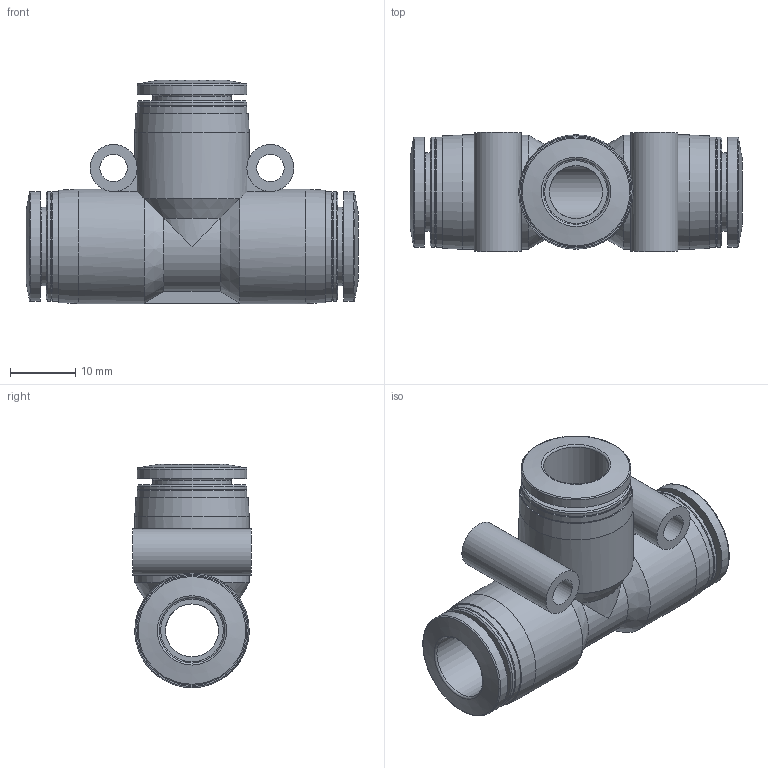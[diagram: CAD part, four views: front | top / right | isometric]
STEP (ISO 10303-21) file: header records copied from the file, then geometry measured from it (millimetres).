
FILE_DESCRIPTION(/* description */ ('STEP AP214'),/* implementation_level */ '2;1');
FILE_NAME(/* name */ '133113_NPQP-T-Q10-E-FD-P10',/* time_stamp */ '2024-09-13T07:40:29+02:00',/* author */ ('License CC BY-ND 4.0'),/* organization */ ('CADENAS'),/* preprocessor_version */ 'ST-DEVELOPER v19.3',/* originating_system */ 'PARTsolutions',/* authorisation */ ' ');
FILE_SCHEMA (('AUTOMOTIVE_DESIGN {1 0 10303 214 3 1 1}'));
Length unit declared in the file: millimetre
Products named in the file (1): 133113 NPQP-T-Q10-E-FD-P10
Bounding box: 50.8 x 18.2 x 34.15 mm (x, y, z)
Volume: 10675.3 mm3; surface area: 8015.4 mm2
Topology: 1 solids, 1 shells, 90 faces, 191 edges, 115 vertices
Faces by surface type: plane 30, cylinder 27, cone 21, torus 12
Full cylindrical faces by diameter (mm): 4.2 x2, 7.2 x2, 8.1 x2, 10 x3, 12 x3, 16.8 x9, 17.5 x2
Entity records: 2852 total; most frequent: DIRECTION 408, CARTESIAN_POINT 399, ORIENTED_EDGE 278, AXIS2_PLACEMENT_3D 190, EDGE_LOOP 160, FACE_BOUND 160, EDGE_CURVE 139, VERTEX_POINT 113
